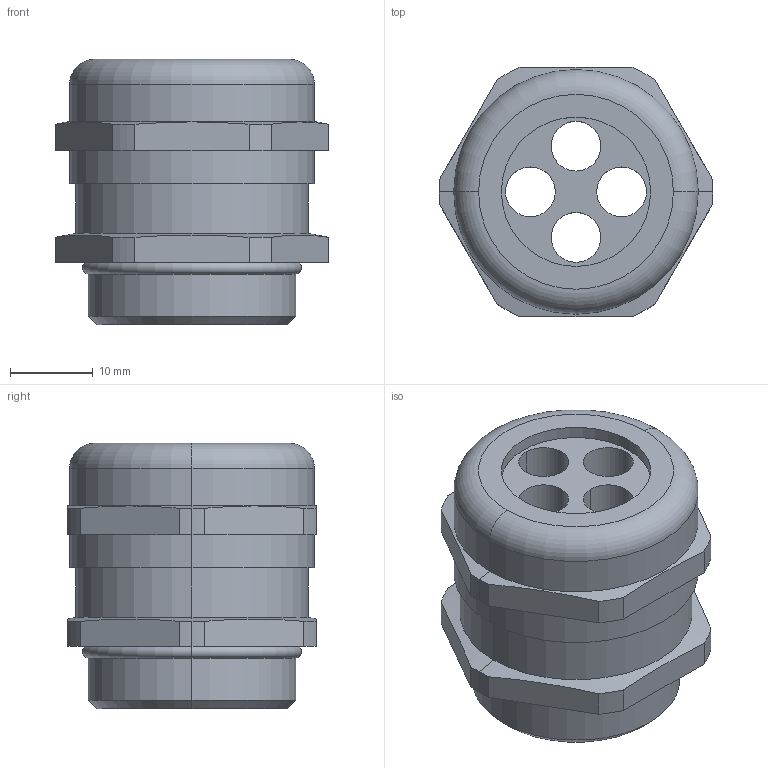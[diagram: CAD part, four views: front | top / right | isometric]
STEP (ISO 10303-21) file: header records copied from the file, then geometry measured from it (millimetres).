
FILE_DESCRIPTION (( 'STEP AP203' ), '1' );
FILE_NAME ('WNAM-M25_(4X6).STP', '2017-09-14T00:22:34', ( '微软用户' ), ( '微软中国' ), 'SwSTEP 2.0', 'SolidWorks 2012', '' );
FILE_SCHEMA (( 'CONFIG_CONTROL_DESIGN' ));
Length unit declared in the file: millimetre
Products named in the file (1): WNAM-M25_(4X6)
Bounding box: 33 x 30 x 32 mm (x, y, z)
Volume: 13726.6 mm3; surface area: 6323 mm2
Topology: 1 solids, 1 shells, 63 faces, 156 edges, 100 vertices
Faces by surface type: cylinder 34, plane 19, cone 6, torus 4
Entity records: 2013 total; most frequent: CARTESIAN_POINT 370, DIRECTION 352, ORIENTED_EDGE 312, EDGE_CURVE 156, AXIS2_PLACEMENT_3D 144, VERTEX_POINT 100, CIRCLE 80, EDGE_LOOP 76
